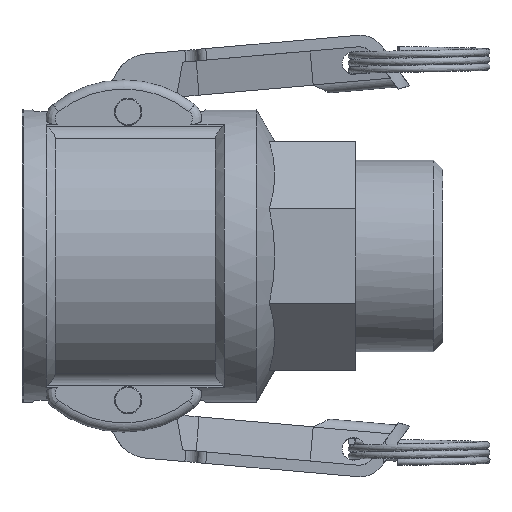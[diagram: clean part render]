
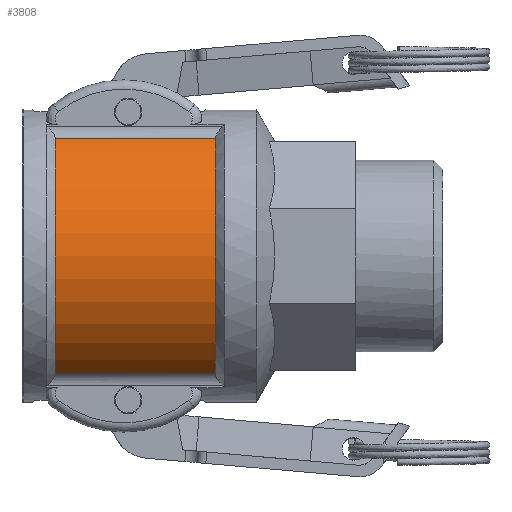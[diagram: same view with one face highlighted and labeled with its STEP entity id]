
A CAD part, front view. The second image highlights one B-rep face of the part: STEP entity #3808.
In plain terms, the highlighted cylindrical face has radius 30 mm (diameter 60 mm), a partial arc.
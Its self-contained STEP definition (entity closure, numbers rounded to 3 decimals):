
#278=LINE('',#6756,#533);
#280=LINE('',#6813,#535);
#533=VECTOR('',#5001,10.);
#535=VECTOR('',#5017,10.);
#713=CYLINDRICAL_SURFACE('',#4195,30.);
#988=FACE_OUTER_BOUND('',#1210,.T.);
#1210=EDGE_LOOP('',(#3198,#3199,#3200,#3201));
#1417=CIRCLE('',#4148,30.);
#1421=CIRCLE('',#4155,30.);
#1714=VERTEX_POINT('',#6745);
#1716=VERTEX_POINT('',#6755);
#1721=VERTEX_POINT('',#6783);
#1724=VERTEX_POINT('',#6803);
#2186=EDGE_CURVE('',#1714,#1716,#278,.T.);
#2194=EDGE_CURVE('',#1721,#1714,#1417,.T.);
#2200=EDGE_CURVE('',#1724,#1721,#280,.T.);
#2202=EDGE_CURVE('',#1724,#1716,#1421,.T.);
#3198=ORIENTED_EDGE('',*,*,#2186,.F.);
#3199=ORIENTED_EDGE('',*,*,#2194,.F.);
#3200=ORIENTED_EDGE('',*,*,#2200,.F.);
#3201=ORIENTED_EDGE('',*,*,#2202,.T.);
#3808=ADVANCED_FACE('',(#988),#713,.T.);
#4148=AXIS2_PLACEMENT_3D('',#6792,#5005,#5006);
#4155=AXIS2_PLACEMENT_3D('',#6816,#5021,#5022);
#4195=AXIS2_PLACEMENT_3D('',#7020,#5108,#5109);
#5001=DIRECTION('',(1.,0.,0.));
#5005=DIRECTION('center_axis',(-1.,0.,0.));
#5006=DIRECTION('ref_axis',(0.,0.,1.));
#5017=DIRECTION('',(-1.,0.,0.));
#5021=DIRECTION('center_axis',(-1.,0.,0.));
#5022=DIRECTION('ref_axis',(0.,0.,1.));
#5108=DIRECTION('center_axis',(-1.,0.,0.));
#5109=DIRECTION('ref_axis',(0.,0.,1.));
#6745=CARTESIAN_POINT('',(-19.5,-15.455,25.713));
#6755=CARTESIAN_POINT('',(15.5,-15.455,25.713));
#6756=CARTESIAN_POINT('',(-2.,-15.455,25.713));
#6783=CARTESIAN_POINT('',(-19.5,-15.455,-25.713));
#6792=CARTESIAN_POINT('Origin',(-19.5,0.,0.));
#6803=CARTESIAN_POINT('',(15.5,-15.455,-25.713));
#6813=CARTESIAN_POINT('',(-2.,-15.455,-25.713));
#6816=CARTESIAN_POINT('Origin',(15.5,0.,0.));
#7020=CARTESIAN_POINT('Origin',(-2.,0.,0.));
